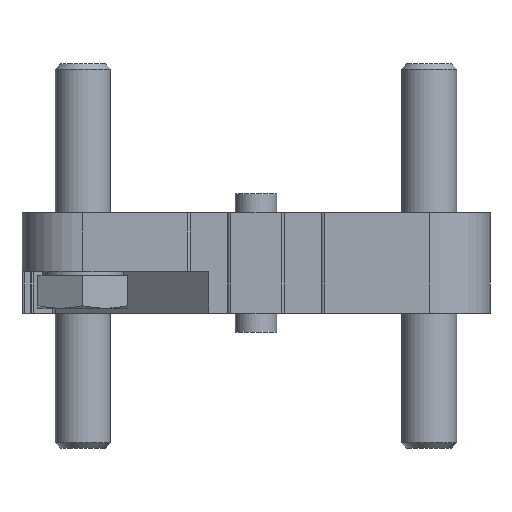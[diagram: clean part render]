
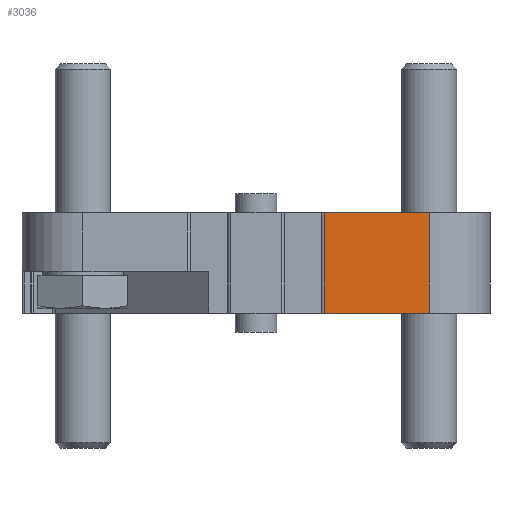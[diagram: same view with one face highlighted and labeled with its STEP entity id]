
A CAD part, front view. The second image highlights one B-rep face of the part: STEP entity #3036.
In plain terms, the highlighted planar face has unit normal (0, -1, 0).
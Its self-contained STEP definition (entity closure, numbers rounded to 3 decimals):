
#551=ORIENTED_EDGE('',*,*,#1402,.T.);
#552=ORIENTED_EDGE('',*,*,#1403,.F.);
#553=ORIENTED_EDGE('',*,*,#1343,.F.);
#554=ORIENTED_EDGE('',*,*,#1401,.T.);
#1343=EDGE_CURVE('',#1754,#1755,#2040,.T.);
#1401=EDGE_CURVE('',#1754,#1808,#2070,.T.);
#1402=EDGE_CURVE('',#1808,#1809,#2071,.T.);
#1403=EDGE_CURVE('',#1755,#1809,#2072,.T.);
#1754=VERTEX_POINT('',#4802);
#1755=VERTEX_POINT('',#4804);
#1808=VERTEX_POINT('',#4916);
#1809=VERTEX_POINT('',#4920);
#2040=LINE('',#4803,#2306);
#2070=LINE('',#4917,#2336);
#2071=LINE('',#4919,#2337);
#2072=LINE('',#4921,#2338);
#2306=VECTOR('',#3821,1000.);
#2336=VECTOR('',#3911,1000.);
#2337=VECTOR('',#3914,1000.);
#2338=VECTOR('',#3915,1000.);
#2519=EDGE_LOOP('',(#551,#552,#553,#554));
#2733=FACE_BOUND('',#2519,.T.);
#2928=PLANE('',#3328);
#3036=ADVANCED_FACE('',(#2733),#2928,.F.);
#3328=AXIS2_PLACEMENT_3D('',#4918,#3912,#3913);
#3821=DIRECTION('',(0.,0.,-1.));
#3911=DIRECTION('',(-1.,0.,0.));
#3912=DIRECTION('',(0.,1.,0.));
#3913=DIRECTION('',(0.,0.,1.));
#3914=DIRECTION('',(0.,0.,-1.));
#3915=DIRECTION('',(-1.,0.,0.));
#4802=CARTESIAN_POINT('',(14.5,-33.8,25.));
#4803=CARTESIAN_POINT('',(14.5,-33.8,25.));
#4804=CARTESIAN_POINT('',(14.5,-33.8,9.85));
#4916=CARTESIAN_POINT('',(0.,-33.8,25.));
#4917=CARTESIAN_POINT('',(14.5,-33.8,25.));
#4918=CARTESIAN_POINT('',(14.5,-33.8,25.));
#4919=CARTESIAN_POINT('',(0.,-33.8,25.));
#4920=CARTESIAN_POINT('',(0.,-33.8,9.85));
#4921=CARTESIAN_POINT('',(14.5,-33.8,9.85));
